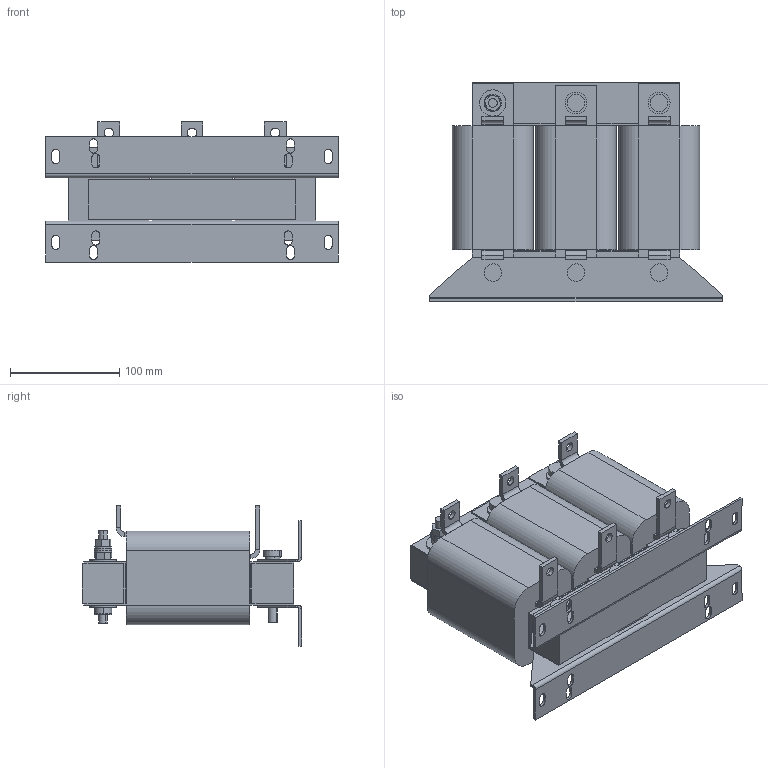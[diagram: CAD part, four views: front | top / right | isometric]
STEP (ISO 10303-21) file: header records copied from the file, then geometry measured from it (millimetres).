
FILE_DESCRIPTION (( 'STEP AP214' ), '1' );
FILE_NAME ('219090.STEP', '2020-12-17T10:14:30', ( '' ), ( '' ), 'SwSTEP 2.0', 'SolidWorks 2018', '' );
FILE_SCHEMA (( 'AUTOMOTIVE_DESIGN' ));
Length unit declared in the file: millimetre
Products named in the file (1): 219090
Bounding box: 267 x 200.5 x 128 mm (x, y, z)
Volume: 2759188.4 mm3; surface area: 263018 mm2
Topology: 1 solids, 1 shells, 416 faces, 1036 edges, 650 vertices
Faces by surface type: plane 288, cylinder 128
Entity records: 12340 total; most frequent: DIRECTION 2136, CARTESIAN_POINT 2103, ORIENTED_EDGE 2072, EDGE_CURVE 1036, VECTOR 770, LINE 770, AXIS2_PLACEMENT_3D 683, VERTEX_POINT 650
